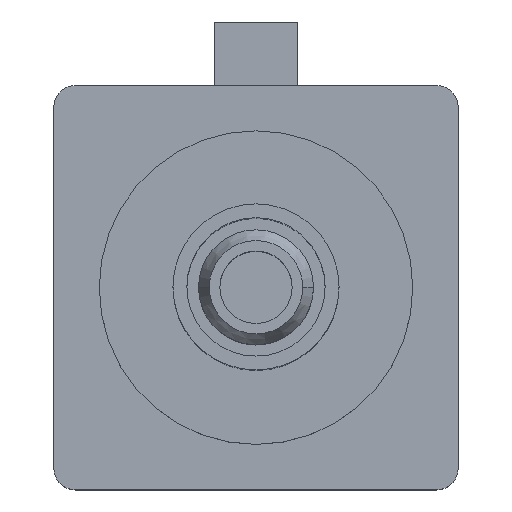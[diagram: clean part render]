
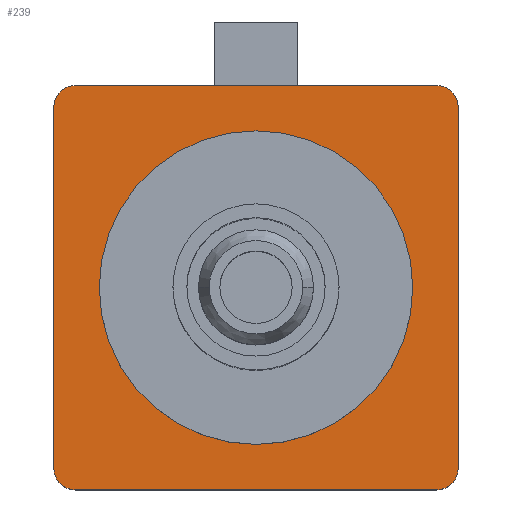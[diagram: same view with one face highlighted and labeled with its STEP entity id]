
A CAD part, top view. The second image highlights one B-rep face of the part: STEP entity #239.
In plain terms, the highlighted planar face has unit normal (0, 0, 1).
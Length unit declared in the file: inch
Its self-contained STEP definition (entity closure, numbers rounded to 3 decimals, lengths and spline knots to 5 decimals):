
#14 = EDGE_CURVE ( 'NONE', #2743, #1443, #2593, .T. ) ;
#32 = PLANE ( 'NONE',  #1161 ) ;
#41 = DIRECTION ( 'NONE',  ( 0., 0., 1. ) ) ;
#66 = DIRECTION ( 'NONE',  ( -1., 0., 0. ) ) ;
#95 = CARTESIAN_POINT ( 'NONE',  ( 0.18701, -0.16701, 0. ) ) ;
#97 = DIRECTION ( 'NONE',  ( 0., 0., 1. ) ) ;
#98 = LINE ( 'NONE', #2233, #444 ) ;
#108 = VERTEX_POINT ( 'NONE', #1003 ) ;
#217 = DIRECTION ( 'NONE',  ( -1., 0., 0. ) ) ;
#239 = ADVANCED_FACE ( 'NONE', ( #1938, #2344 ), #32, .F. ) ;
#261 = DIRECTION ( 'NONE',  ( -1., 0., 0. ) ) ;
#284 = EDGE_CURVE ( 'NONE', #809, #1271, #2720, .T. ) ;
#290 = CARTESIAN_POINT ( 'NONE',  ( 0.16701, -0.18701, 0. ) ) ;
#299 = AXIS2_PLACEMENT_3D ( 'NONE', #2018, #97, #539 ) ;
#316 = CARTESIAN_POINT ( 'NONE',  ( -0.16701, 0.18701, 0. ) ) ;
#331 = DIRECTION ( 'NONE',  ( -1., 0., 0. ) ) ;
#333 = CIRCLE ( 'NONE', #2294, 0.02 ) ;
#390 = ORIENTED_EDGE ( 'NONE', *, *, #1236, .T. ) ;
#409 = EDGE_CURVE ( 'NONE', #1095, #809, #1486, .T. ) ;
#444 = VECTOR ( 'NONE', #2019, 39.37008 ) ;
#461 = EDGE_CURVE ( 'NONE', #1443, #1887, #98, .T. ) ;
#467 = ORIENTED_EDGE ( 'NONE', *, *, #284, .T. ) ;
#539 = DIRECTION ( 'NONE',  ( -1., 0., 0. ) ) ;
#560 = VECTOR ( 'NONE', #1880, 39.37008 ) ;
#628 = CIRCLE ( 'NONE', #1916, 0.145 ) ;
#666 = CARTESIAN_POINT ( 'NONE',  ( -0.18701, -0.18701, 0. ) ) ;
#687 = ORIENTED_EDGE ( 'NONE', *, *, #1407, .T. ) ;
#688 = DIRECTION ( 'NONE',  ( 0., 0., 1. ) ) ;
#697 = CARTESIAN_POINT ( 'NONE',  ( -0.18701, 0.16701, 0. ) ) ;
#738 = CARTESIAN_POINT ( 'NONE',  ( -0.16701, -0.16701, 0. ) ) ;
#809 = VERTEX_POINT ( 'NONE', #898 ) ;
#859 = DIRECTION ( 'NONE',  ( -1., 0., 0. ) ) ;
#889 = DIRECTION ( 'NONE',  ( 0., 0., -1. ) ) ;
#898 = CARTESIAN_POINT ( 'NONE',  ( -0.18701, -0.16701, 0. ) ) ;
#907 = CARTESIAN_POINT ( 'NONE',  ( 0., 0., 0. ) ) ;
#947 = ORIENTED_EDGE ( 'NONE', *, *, #2511, .T. ) ;
#960 = DIRECTION ( 'NONE',  ( 0., 0., 1. ) ) ;
#995 = LINE ( 'NONE', #2247, #1682 ) ;
#1003 = CARTESIAN_POINT ( 'NONE',  ( 0.145, 0., 0. ) ) ;
#1042 = EDGE_CURVE ( 'NONE', #108, #2339, #628, .T. ) ;
#1086 = CARTESIAN_POINT ( 'NONE',  ( 0., 0., 0. ) ) ;
#1095 = VERTEX_POINT ( 'NONE', #697 ) ;
#1106 = DIRECTION ( 'NONE',  ( -1., 0., 0. ) ) ;
#1161 = AXIS2_PLACEMENT_3D ( 'NONE', #1722, #889, #2110 ) ;
#1201 = CARTESIAN_POINT ( 'NONE',  ( -0.145, 0., 0. ) ) ;
#1233 = VERTEX_POINT ( 'NONE', #316 ) ;
#1236 = EDGE_CURVE ( 'NONE', #1887, #2282, #1506, .T. ) ;
#1271 = VERTEX_POINT ( 'NONE', #1581 ) ;
#1302 = DIRECTION ( 'NONE',  ( 0., -1., 0. ) ) ;
#1407 = EDGE_CURVE ( 'NONE', #1233, #1095, #333, .T. ) ;
#1421 = CARTESIAN_POINT ( 'NONE',  ( -0.18701, -0.18701, 0. ) ) ;
#1443 = VERTEX_POINT ( 'NONE', #95 ) ;
#1486 = LINE ( 'NONE', #666, #2645 ) ;
#1506 = CIRCLE ( 'NONE', #299, 0.02 ) ;
#1519 = AXIS2_PLACEMENT_3D ( 'NONE', #738, #960, #66 ) ;
#1581 = CARTESIAN_POINT ( 'NONE',  ( -0.16701, -0.18701, 0. ) ) ;
#1657 = ORIENTED_EDGE ( 'NONE', *, *, #2137, .F. ) ;
#1661 = LINE ( 'NONE', #1421, #560 ) ;
#1679 = AXIS2_PLACEMENT_3D ( 'NONE', #1086, #2517, #859 ) ;
#1682 = VECTOR ( 'NONE', #331, 39.37008 ) ;
#1688 = EDGE_LOOP ( 'NONE', ( #1856, #390, #1981, #687, #2333, #467, #947, #1718 ) ) ;
#1717 = CARTESIAN_POINT ( 'NONE',  ( 0.16701, -0.16701, 0. ) ) ;
#1718 = ORIENTED_EDGE ( 'NONE', *, *, #14, .T. ) ;
#1722 = CARTESIAN_POINT ( 'NONE',  ( 0., 0., 0. ) ) ;
#1780 = ORIENTED_EDGE ( 'NONE', *, *, #1042, .F. ) ;
#1856 = ORIENTED_EDGE ( 'NONE', *, *, #461, .T. ) ;
#1880 = DIRECTION ( 'NONE',  ( 1., 0., 0. ) ) ;
#1887 = VERTEX_POINT ( 'NONE', #1960 ) ;
#1916 = AXIS2_PLACEMENT_3D ( 'NONE', #907, #688, #217 ) ;
#1917 = CARTESIAN_POINT ( 'NONE',  ( -0.16701, 0.16701, 0. ) ) ;
#1928 = CARTESIAN_POINT ( 'NONE',  ( 0.16701, 0.18701, 0. ) ) ;
#1938 = FACE_OUTER_BOUND ( 'NONE', #1688, .T. ) ;
#1960 = CARTESIAN_POINT ( 'NONE',  ( 0.18701, 0.16701, 0. ) ) ;
#1981 = ORIENTED_EDGE ( 'NONE', *, *, #2412, .T. ) ;
#2018 = CARTESIAN_POINT ( 'NONE',  ( 0.16701, 0.16701, 0. ) ) ;
#2019 = DIRECTION ( 'NONE',  ( 0., 1., 0. ) ) ;
#2076 = EDGE_LOOP ( 'NONE', ( #1657, #1780 ) ) ;
#2110 = DIRECTION ( 'NONE',  ( -1., 0., 0. ) ) ;
#2126 = AXIS2_PLACEMENT_3D ( 'NONE', #1717, #41, #261 ) ;
#2137 = EDGE_CURVE ( 'NONE', #2339, #108, #2712, .T. ) ;
#2233 = CARTESIAN_POINT ( 'NONE',  ( 0.18701, -0.18701, 0. ) ) ;
#2247 = CARTESIAN_POINT ( 'NONE',  ( -0.18701, 0.18701, 0. ) ) ;
#2282 = VERTEX_POINT ( 'NONE', #1928 ) ;
#2294 = AXIS2_PLACEMENT_3D ( 'NONE', #1917, #2373, #1106 ) ;
#2333 = ORIENTED_EDGE ( 'NONE', *, *, #409, .T. ) ;
#2339 = VERTEX_POINT ( 'NONE', #1201 ) ;
#2344 = FACE_BOUND ( 'NONE', #2076, .T. ) ;
#2373 = DIRECTION ( 'NONE',  ( 0., 0., 1. ) ) ;
#2412 = EDGE_CURVE ( 'NONE', #2282, #1233, #995, .T. ) ;
#2511 = EDGE_CURVE ( 'NONE', #1271, #2743, #1661, .T. ) ;
#2517 = DIRECTION ( 'NONE',  ( 0., 0., 1. ) ) ;
#2593 = CIRCLE ( 'NONE', #2126, 0.02 ) ;
#2645 = VECTOR ( 'NONE', #1302, 39.37008 ) ;
#2712 = CIRCLE ( 'NONE', #1679, 0.145 ) ;
#2720 = CIRCLE ( 'NONE', #1519, 0.02 ) ;
#2743 = VERTEX_POINT ( 'NONE', #290 ) ;
